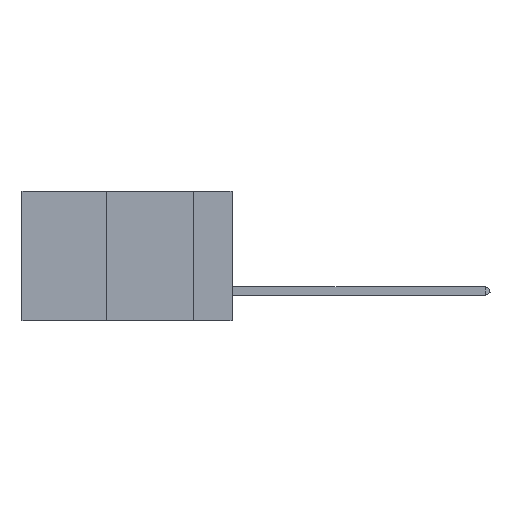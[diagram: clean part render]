
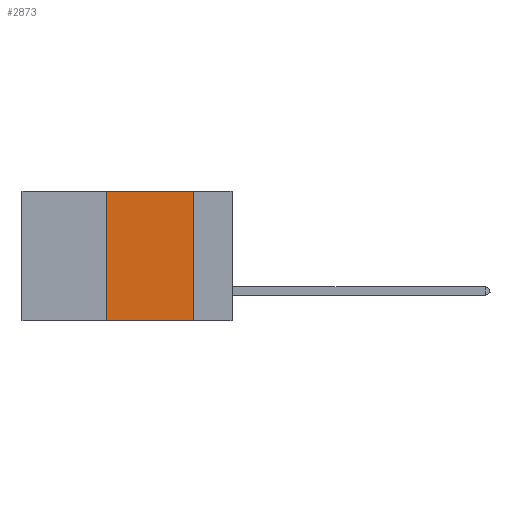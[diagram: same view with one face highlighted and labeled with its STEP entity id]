
A CAD part, left-side view. The second image highlights one B-rep face of the part: STEP entity #2873.
In plain terms, the highlighted planar face has unit normal (-1, 0, 0).
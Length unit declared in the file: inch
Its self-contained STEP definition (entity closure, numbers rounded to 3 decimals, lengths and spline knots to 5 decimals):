
#207 = VECTOR ( 'NONE', #3980, 39.37008 ) ;
#279 = LINE ( 'NONE', #10106, #10943 ) ;
#907 = PLANE ( 'NONE',  #9299 ) ;
#931 = VERTEX_POINT ( 'NONE', #2845 ) ;
#982 = EDGE_CURVE ( 'NONE', #9321, #931, #9370, .T. ) ;
#1103 = EDGE_CURVE ( 'NONE', #3185, #9321, #2389, .T. ) ;
#1522 = DIRECTION ( 'NONE',  ( 0., 0., -1. ) ) ;
#1787 = DIRECTION ( 'NONE',  ( 1., 0., 0. ) ) ;
#2389 = LINE ( 'NONE', #3112, #207 ) ;
#2845 = CARTESIAN_POINT ( 'NONE',  ( 0., 0.11, 0. ) ) ;
#2873 = ADVANCED_FACE ( 'NONE', ( #4650 ), #907, .F. ) ;
#2940 = VECTOR ( 'NONE', #9023, 39.37008 ) ;
#3075 = EDGE_CURVE ( 'NONE', #3185, #8553, #6524, .T. ) ;
#3112 = CARTESIAN_POINT ( 'NONE',  ( 0., 0.36, 0. ) ) ;
#3185 = VERTEX_POINT ( 'NONE', #10971 ) ;
#3238 = ORIENTED_EDGE ( 'NONE', *, *, #3075, .T. ) ;
#3573 = EDGE_CURVE ( 'NONE', #931, #8553, #279, .T. ) ;
#3980 = DIRECTION ( 'NONE',  ( 0., 0., 1. ) ) ;
#4110 = VECTOR ( 'NONE', #9002, 39.37008 ) ;
#4650 = FACE_OUTER_BOUND ( 'NONE', #9243, .T. ) ;
#6524 = LINE ( 'NONE', #8139, #4110 ) ;
#7194 = CARTESIAN_POINT ( 'NONE',  ( 0., 0.6, 0. ) ) ;
#7808 = DIRECTION ( 'NONE',  ( 0., 0., -1. ) ) ;
#8139 = CARTESIAN_POINT ( 'NONE',  ( 0., 0.6, -0.37 ) ) ;
#8158 = ORIENTED_EDGE ( 'NONE', *, *, #1103, .F. ) ;
#8553 = VERTEX_POINT ( 'NONE', #9172 ) ;
#9002 = DIRECTION ( 'NONE',  ( 0., -1., 0. ) ) ;
#9023 = DIRECTION ( 'NONE',  ( 0., -1., 0. ) ) ;
#9172 = CARTESIAN_POINT ( 'NONE',  ( 0., 0.11, -0.37 ) ) ;
#9243 = EDGE_LOOP ( 'NONE', ( #9252, #9987, #8158, #3238 ) ) ;
#9252 = ORIENTED_EDGE ( 'NONE', *, *, #3573, .F. ) ;
#9299 = AXIS2_PLACEMENT_3D ( 'NONE', #9449, #1787, #7808 ) ;
#9321 = VERTEX_POINT ( 'NONE', #9342 ) ;
#9342 = CARTESIAN_POINT ( 'NONE',  ( 0., 0.36, 0. ) ) ;
#9370 = LINE ( 'NONE', #7194, #2940 ) ;
#9449 = CARTESIAN_POINT ( 'NONE',  ( 0., 0.6, 0. ) ) ;
#9987 = ORIENTED_EDGE ( 'NONE', *, *, #982, .F. ) ;
#10106 = CARTESIAN_POINT ( 'NONE',  ( 0., 0.11, 0. ) ) ;
#10943 = VECTOR ( 'NONE', #1522, 39.37008 ) ;
#10971 = CARTESIAN_POINT ( 'NONE',  ( 0., 0.36, -0.37 ) ) ;
